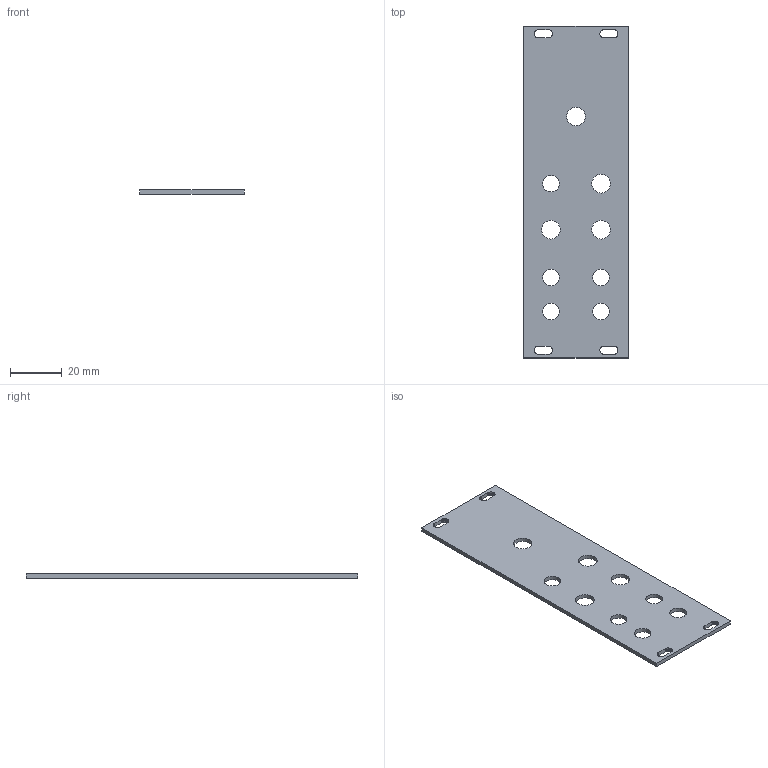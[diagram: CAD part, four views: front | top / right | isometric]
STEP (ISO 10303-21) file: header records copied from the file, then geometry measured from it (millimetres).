
FILE_DESCRIPTION(('KiCad electronic assembly'),'2;1');
FILE_NAME('VCF-FRONT_PANEL_v2.step','2023-04-02T17:57:33',('Pcbnew'),( 'Kicad'),'Open CASCADE STEP processor 7.6','KiCad to STEP converter' ,'Unknown');
FILE_SCHEMA(('AUTOMOTIVE_DESIGN { 1 0 10303 214 1 1 1 1 }'));
Length unit declared in the file: millimetre
Products named in the file (2): VCF-FRONT_PANEL_v2 1; PCB
Assembly tree (1 placements, depth 2):
  VCF-FRONT_PANEL_v2 1
    PCB
Bounding box: 40.3 x 128.5 x 1.58 mm (x, y, z)
Volume: 7543.2 mm3; surface area: 10495 mm2
Topology: 1 solids, 1 shells, 183 faces, 543 edges, 362 vertices
Faces by surface type: plane 174, cylinder 9
Full cylindrical faces by diameter (mm): 6.4 x5, 7.2 x4
Entity records: 13227 total; most frequent: CARTESIAN_POINT 2284, DIRECTION 1999, LINE 1593, VECTOR 1593, ORIENTED_EDGE 1086, PCURVE 1086, DEFINITIONAL_REPRESENTATION 1086, EDGE_CURVE 543
